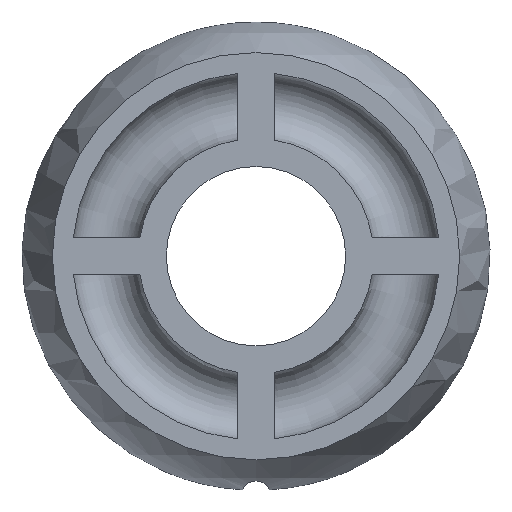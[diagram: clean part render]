
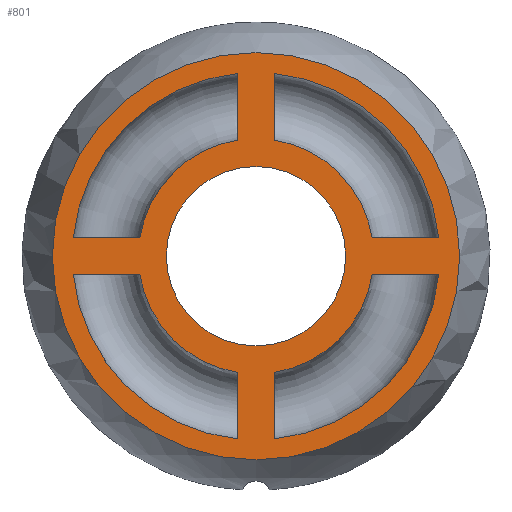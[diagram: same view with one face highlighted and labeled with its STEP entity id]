
A CAD part, front view. The second image highlights one B-rep face of the part: STEP entity #801.
In plain terms, the highlighted planar face has unit normal (0, -1, 0).
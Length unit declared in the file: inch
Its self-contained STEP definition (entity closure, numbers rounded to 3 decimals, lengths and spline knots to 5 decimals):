
#17=PLANE('',#882);
#52=FACE_BOUND('',#175,.T.);
#53=FACE_BOUND('',#176,.T.);
#54=FACE_BOUND('',#177,.T.);
#55=FACE_BOUND('',#178,.T.);
#56=FACE_BOUND('',#179,.T.);
#59=CIRCLE('',#831,0.19075);
#61=CIRCLE('',#834,0.43301);
#67=CIRCLE('',#845,0.25);
#70=CIRCLE('',#850,0.3905);
#76=CIRCLE('',#860,0.25);
#78=CIRCLE('',#864,0.3905);
#84=CIRCLE('',#874,0.25);
#86=CIRCLE('',#878,0.3905);
#89=CIRCLE('',#883,0.25);
#90=CIRCLE('',#884,0.3905);
#119=FACE_OUTER_BOUND('',#174,.T.);
#174=EDGE_LOOP('',(#604));
#175=EDGE_LOOP('',(#605,#606,#607,#608));
#176=EDGE_LOOP('',(#609,#610,#611,#612));
#177=EDGE_LOOP('',(#613,#614,#615,#616));
#178=EDGE_LOOP('',(#617,#618,#619,#620));
#179=EDGE_LOOP('',(#621));
#236=LINE('',#1553,#286);
#237=LINE('',#1554,#287);
#238=LINE('',#1555,#288);
#239=LINE('',#1556,#289);
#240=LINE('',#1557,#290);
#241=LINE('',#1558,#291);
#242=LINE('',#1563,#292);
#243=LINE('',#1566,#293);
#286=VECTOR('',#1061,0.14161);
#287=VECTOR('',#1062,0.14161);
#288=VECTOR('',#1063,0.14161);
#289=VECTOR('',#1064,0.14161);
#290=VECTOR('',#1065,0.14161);
#291=VECTOR('',#1066,0.14161);
#292=VECTOR('',#1069,0.14161);
#293=VECTOR('',#1072,0.14161);
#324=VERTEX_POINT('',#1197);
#326=VERTEX_POINT('',#1202);
#336=VERTEX_POINT('',#1263);
#337=VERTEX_POINT('',#1264);
#342=VERTEX_POINT('',#1312);
#343=VERTEX_POINT('',#1314);
#354=VERTEX_POINT('',#1376);
#355=VERTEX_POINT('',#1378);
#358=VERTEX_POINT('',#1422);
#359=VERTEX_POINT('',#1424);
#370=VERTEX_POINT('',#1486);
#371=VERTEX_POINT('',#1488);
#374=VERTEX_POINT('',#1532);
#375=VERTEX_POINT('',#1534);
#380=VERTEX_POINT('',#1559);
#381=VERTEX_POINT('',#1560);
#382=VERTEX_POINT('',#1562);
#383=VERTEX_POINT('',#1564);
#398=EDGE_CURVE('',#324,#324,#59,.T.);
#400=EDGE_CURVE('',#326,#326,#61,.T.);
#412=EDGE_CURVE('',#336,#337,#67,.T.);
#420=EDGE_CURVE('',#343,#342,#70,.T.);
#434=EDGE_CURVE('',#354,#355,#76,.T.);
#441=EDGE_CURVE('',#358,#359,#78,.T.);
#454=EDGE_CURVE('',#370,#371,#84,.T.);
#461=EDGE_CURVE('',#374,#375,#86,.T.);
#472=EDGE_CURVE('',#358,#354,#236,.T.);
#473=EDGE_CURVE('',#355,#359,#237,.T.);
#474=EDGE_CURVE('',#374,#370,#238,.T.);
#475=EDGE_CURVE('',#371,#375,#239,.T.);
#476=EDGE_CURVE('',#337,#342,#240,.T.);
#477=EDGE_CURVE('',#343,#336,#241,.T.);
#478=EDGE_CURVE('',#380,#381,#89,.T.);
#479=EDGE_CURVE('',#382,#380,#242,.T.);
#480=EDGE_CURVE('',#382,#383,#90,.T.);
#481=EDGE_CURVE('',#381,#383,#243,.T.);
#604=ORIENTED_EDGE('',*,*,#400,.T.);
#605=ORIENTED_EDGE('',*,*,#472,.F.);
#606=ORIENTED_EDGE('',*,*,#441,.T.);
#607=ORIENTED_EDGE('',*,*,#473,.F.);
#608=ORIENTED_EDGE('',*,*,#434,.F.);
#609=ORIENTED_EDGE('',*,*,#474,.F.);
#610=ORIENTED_EDGE('',*,*,#461,.T.);
#611=ORIENTED_EDGE('',*,*,#475,.F.);
#612=ORIENTED_EDGE('',*,*,#454,.F.);
#613=ORIENTED_EDGE('',*,*,#420,.T.);
#614=ORIENTED_EDGE('',*,*,#476,.F.);
#615=ORIENTED_EDGE('',*,*,#412,.F.);
#616=ORIENTED_EDGE('',*,*,#477,.F.);
#617=ORIENTED_EDGE('',*,*,#478,.F.);
#618=ORIENTED_EDGE('',*,*,#479,.F.);
#619=ORIENTED_EDGE('',*,*,#480,.T.);
#620=ORIENTED_EDGE('',*,*,#481,.F.);
#621=ORIENTED_EDGE('',*,*,#398,.T.);
#801=ADVANCED_FACE('',(#119,#52,#53,#54,#55,#56),#17,.T.);
#831=AXIS2_PLACEMENT_3D('',#1198,#925,#926);
#834=AXIS2_PLACEMENT_3D('',#1203,#931,#932);
#845=AXIS2_PLACEMENT_3D('',#1265,#957,#958);
#850=AXIS2_PLACEMENT_3D('',#1315,#970,#971);
#860=AXIS2_PLACEMENT_3D('',#1379,#996,#997);
#864=AXIS2_PLACEMENT_3D('',#1426,#1007,#1008);
#874=AXIS2_PLACEMENT_3D('',#1489,#1032,#1033);
#878=AXIS2_PLACEMENT_3D('',#1536,#1043,#1044);
#882=AXIS2_PLACEMENT_3D('',#1552,#1059,#1060);
#883=AXIS2_PLACEMENT_3D('',#1561,#1067,#1068);
#884=AXIS2_PLACEMENT_3D('',#1565,#1070,#1071);
#925=DIRECTION('center_axis',(0.,1.,0.));
#926=DIRECTION('ref_axis',(0.,0.,1.));
#931=DIRECTION('center_axis',(0.,-1.,0.));
#932=DIRECTION('ref_axis',(0.,0.,-1.));
#957=DIRECTION('center_axis',(0.,1.,0.));
#958=DIRECTION('ref_axis',(0.,0.,1.));
#970=DIRECTION('center_axis',(0.,1.,0.));
#971=DIRECTION('ref_axis',(0.,0.,1.));
#996=DIRECTION('center_axis',(0.,1.,0.));
#997=DIRECTION('ref_axis',(0.,0.,1.));
#1007=DIRECTION('center_axis',(0.,1.,0.));
#1008=DIRECTION('ref_axis',(0.,0.,1.));
#1032=DIRECTION('center_axis',(0.,1.,0.));
#1033=DIRECTION('ref_axis',(0.,0.,1.));
#1043=DIRECTION('center_axis',(0.,1.,0.));
#1044=DIRECTION('ref_axis',(0.,0.,1.));
#1059=DIRECTION('center_axis',(0.,-1.,0.));
#1060=DIRECTION('ref_axis',(0.,0.,-1.));
#1061=DIRECTION('',(1.,0.,0.));
#1062=DIRECTION('',(0.,0.,1.));
#1063=DIRECTION('',(0.,0.,-1.));
#1064=DIRECTION('',(1.,0.,0.));
#1065=DIRECTION('',(-1.,0.,0.));
#1066=DIRECTION('',(0.,0.,1.));
#1067=DIRECTION('center_axis',(0.,1.,0.));
#1068=DIRECTION('ref_axis',(0.,0.,1.));
#1069=DIRECTION('',(-1.,0.,0.));
#1070=DIRECTION('center_axis',(0.,1.,0.));
#1071=DIRECTION('ref_axis',(0.,0.,1.));
#1072=DIRECTION('',(0.,0.,-1.));
#1197=CARTESIAN_POINT('',(0.,-0.25,0.19075));
#1198=CARTESIAN_POINT('Origin',(0.,-0.25,0.));
#1202=CARTESIAN_POINT('',(0.43301,-0.25,0.));
#1203=CARTESIAN_POINT('Origin',(0.,-0.25,0.));
#1263=CARTESIAN_POINT('',(-0.039,-0.25,-0.24694));
#1264=CARTESIAN_POINT('',(-0.24694,-0.25,-0.039));
#1265=CARTESIAN_POINT('Origin',(0.,-0.25,0.));
#1312=CARTESIAN_POINT('',(-0.38855,-0.25,-0.039));
#1314=CARTESIAN_POINT('',(-0.039,-0.25,-0.38855));
#1315=CARTESIAN_POINT('Origin',(0.,-0.25,0.));
#1376=CARTESIAN_POINT('',(-0.24694,-0.25,0.039));
#1378=CARTESIAN_POINT('',(-0.039,-0.25,0.24694));
#1379=CARTESIAN_POINT('Origin',(0.,-0.25,0.));
#1422=CARTESIAN_POINT('',(-0.38855,-0.25,0.039));
#1424=CARTESIAN_POINT('',(-0.039,-0.25,0.38855));
#1426=CARTESIAN_POINT('Origin',(0.,-0.25,0.));
#1486=CARTESIAN_POINT('',(0.039,-0.25,0.24694));
#1488=CARTESIAN_POINT('',(0.24694,-0.25,0.039));
#1489=CARTESIAN_POINT('Origin',(0.,-0.25,0.));
#1532=CARTESIAN_POINT('',(0.039,-0.25,0.38855));
#1534=CARTESIAN_POINT('',(0.38855,-0.25,0.039));
#1536=CARTESIAN_POINT('Origin',(0.,-0.25,0.));
#1552=CARTESIAN_POINT('Origin',(0.43301,-0.25,0.));
#1553=CARTESIAN_POINT('',(-0.38855,-0.25,0.039));
#1554=CARTESIAN_POINT('',(-0.039,-0.25,0.38855));
#1555=CARTESIAN_POINT('',(0.039,-0.25,0.38855));
#1556=CARTESIAN_POINT('',(0.38855,-0.25,0.039));
#1557=CARTESIAN_POINT('',(-0.38855,-0.25,-0.039));
#1558=CARTESIAN_POINT('',(-0.039,-0.25,-0.38855));
#1559=CARTESIAN_POINT('',(0.24694,-0.25,-0.039));
#1560=CARTESIAN_POINT('',(0.039,-0.25,-0.24694));
#1561=CARTESIAN_POINT('Origin',(0.,-0.25,0.));
#1562=CARTESIAN_POINT('',(0.38855,-0.25,-0.039));
#1563=CARTESIAN_POINT('',(0.38855,-0.25,-0.039));
#1564=CARTESIAN_POINT('',(0.039,-0.25,-0.38855));
#1565=CARTESIAN_POINT('Origin',(0.,-0.25,0.));
#1566=CARTESIAN_POINT('',(0.039,-0.25,-0.38855));
